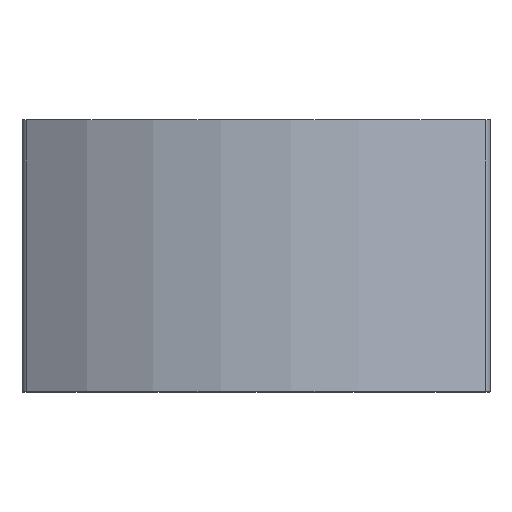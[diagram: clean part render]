
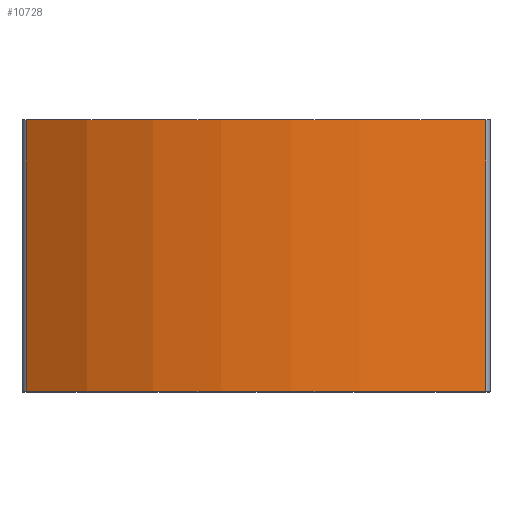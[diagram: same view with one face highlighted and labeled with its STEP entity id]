
A CAD part, top view. The second image highlights one B-rep face of the part: STEP entity #10728.
In plain terms, the highlighted cylindrical face has radius 22 mm (diameter 44 mm), a partial arc.
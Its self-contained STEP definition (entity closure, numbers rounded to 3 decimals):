
#53 = CARTESIAN_POINT ( 'NONE',  ( 0., 7.25, -7.704 ) ) ;
#604 = VERTEX_POINT ( 'NONE', #7786 ) ;
#718 = CARTESIAN_POINT ( 'NONE',  ( -12.279, -7.25, 10.551 ) ) ;
#767 = DIRECTION ( 'NONE',  ( 0., 0., 1. ) ) ;
#1504 = EDGE_LOOP ( 'NONE', ( #5746, #3586, #2659, #2937 ) ) ;
#1613 = AXIS2_PLACEMENT_3D ( 'NONE', #9395, #10433, #11439 ) ;
#1836 = CARTESIAN_POINT ( 'NONE',  ( 0., -7.25, -7.704 ) ) ;
#2121 = EDGE_CURVE ( 'NONE', #604, #2245, #8164, .T. ) ;
#2245 = VERTEX_POINT ( 'NONE', #7042 ) ;
#2606 = EDGE_CURVE ( 'NONE', #11309, #604, #3735, .T. ) ;
#2659 = ORIENTED_EDGE ( 'NONE', *, *, #2606, .T. ) ;
#2937 = ORIENTED_EDGE ( 'NONE', *, *, #2121, .T. ) ;
#3115 = EDGE_CURVE ( 'NONE', #9488, #2245, #10878, .T. ) ;
#3214 = CYLINDRICAL_SURFACE ( 'NONE', #10252, 22. ) ;
#3535 = LINE ( 'NONE', #10962, #4741 ) ;
#3537 = DIRECTION ( 'NONE',  ( 0., -1., 0. ) ) ;
#3586 = ORIENTED_EDGE ( 'NONE', *, *, #5221, .T. ) ;
#3735 = CIRCLE ( 'NONE', #11440, 22. ) ;
#3870 = DIRECTION ( 'NONE',  ( 0., 0., -1. ) ) ;
#4264 = FACE_OUTER_BOUND ( 'NONE', #1504, .T. ) ;
#4741 = VECTOR ( 'NONE', #3537, 1000. ) ;
#4761 = DIRECTION ( 'NONE',  ( 0., 1., 0. ) ) ;
#4809 = DIRECTION ( 'NONE',  ( 0., -1., 0. ) ) ;
#5221 = EDGE_CURVE ( 'NONE', #9488, #11309, #3535, .T. ) ;
#5353 = VECTOR ( 'NONE', #9160, 1000. ) ;
#5746 = ORIENTED_EDGE ( 'NONE', *, *, #3115, .F. ) ;
#5864 = CARTESIAN_POINT ( 'NONE',  ( -12.279, 7.25, 10.551 ) ) ;
#7042 = CARTESIAN_POINT ( 'NONE',  ( 12.279, 7.25, 10.551 ) ) ;
#7786 = CARTESIAN_POINT ( 'NONE',  ( 12.279, -7.25, 10.551 ) ) ;
#8164 = LINE ( 'NONE', #11036, #5353 ) ;
#9160 = DIRECTION ( 'NONE',  ( 0., 1., 0. ) ) ;
#9395 = CARTESIAN_POINT ( 'NONE',  ( 0., 7.25, -7.704 ) ) ;
#9488 = VERTEX_POINT ( 'NONE', #5864 ) ;
#10252 = AXIS2_PLACEMENT_3D ( 'NONE', #53, #4809, #3870 ) ;
#10433 = DIRECTION ( 'NONE',  ( 0., 1., 0. ) ) ;
#10728 = ADVANCED_FACE ( 'NONE', ( #4264 ), #3214, .T. ) ;
#10878 = CIRCLE ( 'NONE', #1613, 22. ) ;
#10962 = CARTESIAN_POINT ( 'NONE',  ( -12.279, 7.25, 10.551 ) ) ;
#11036 = CARTESIAN_POINT ( 'NONE',  ( 12.279, 7.25, 10.551 ) ) ;
#11309 = VERTEX_POINT ( 'NONE', #718 ) ;
#11439 = DIRECTION ( 'NONE',  ( 0., 0., 1. ) ) ;
#11440 = AXIS2_PLACEMENT_3D ( 'NONE', #1836, #4761, #767 ) ;
